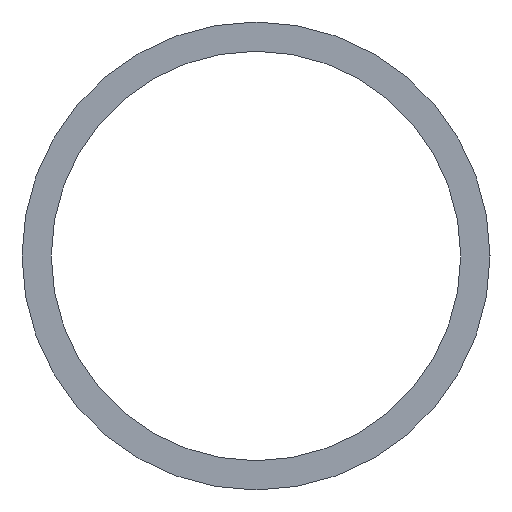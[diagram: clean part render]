
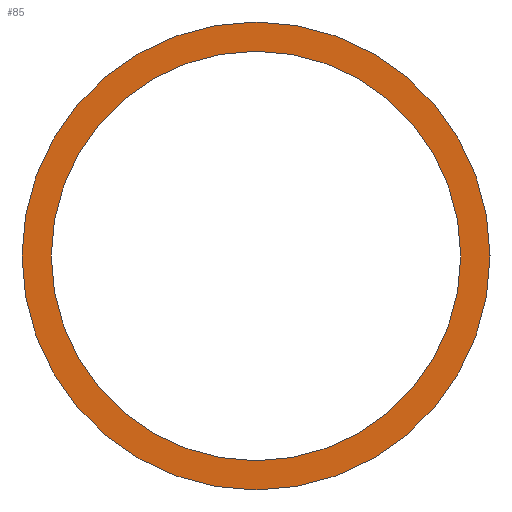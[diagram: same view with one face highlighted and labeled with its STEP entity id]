
A CAD part, left-side view. The second image highlights one B-rep face of the part: STEP entity #85.
In plain terms, the highlighted planar face has unit normal (-1, 0, 0).
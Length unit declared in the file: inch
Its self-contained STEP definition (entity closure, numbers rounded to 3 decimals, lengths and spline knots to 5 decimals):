
#2 = DIRECTION ( 'NONE',  ( 0., 0., -1. ) ) ;
#4 = EDGE_CURVE ( 'NONE', #14, #218, #191, .T. ) ;
#8 = VERTEX_POINT ( 'NONE', #170 ) ;
#12 = ORIENTED_EDGE ( 'NONE', *, *, #127, .F. ) ;
#14 = VERTEX_POINT ( 'NONE', #33 ) ;
#15 = DIRECTION ( 'NONE',  ( 1., 0., 0. ) ) ;
#17 = CARTESIAN_POINT ( 'NONE',  ( -19.68504, 0., 0. ) ) ;
#31 = DIRECTION ( 'NONE',  ( 1., 0., 0. ) ) ;
#33 = CARTESIAN_POINT ( 'NONE',  ( -19.68504, 0., -0.27559 ) ) ;
#34 = DIRECTION ( 'NONE',  ( 1., 0., 0. ) ) ;
#36 = CIRCLE ( 'NONE', #109, 0.27559 ) ;
#51 = DIRECTION ( 'NONE',  ( 0., 0., -1. ) ) ;
#62 = VERTEX_POINT ( 'NONE', #154 ) ;
#69 = CARTESIAN_POINT ( 'NONE',  ( -19.68504, 0., 0. ) ) ;
#79 = EDGE_LOOP ( 'NONE', ( #199, #182 ) ) ;
#80 = AXIS2_PLACEMENT_3D ( 'NONE', #157, #34, #87 ) ;
#81 = ORIENTED_EDGE ( 'NONE', *, *, #137, .F. ) ;
#83 = EDGE_LOOP ( 'NONE', ( #12, #81 ) ) ;
#85 = ADVANCED_FACE ( 'NONE', ( #165, #104 ), #118, .F. ) ;
#87 = DIRECTION ( 'NONE',  ( 0., 0., -1. ) ) ;
#88 = CARTESIAN_POINT ( 'NONE',  ( -19.68504, 0., 0. ) ) ;
#90 = CARTESIAN_POINT ( 'NONE',  ( -19.68504, 0., 0. ) ) ;
#93 = AXIS2_PLACEMENT_3D ( 'NONE', #88, #187, #173 ) ;
#95 = CARTESIAN_POINT ( 'NONE',  ( -19.68504, 0., 0.27559 ) ) ;
#97 = CIRCLE ( 'NONE', #80, 0.31496 ) ;
#104 = FACE_BOUND ( 'NONE', #79, .T. ) ;
#109 = AXIS2_PLACEMENT_3D ( 'NONE', #90, #15, #2 ) ;
#118 = PLANE ( 'NONE',  #93 ) ;
#121 = AXIS2_PLACEMENT_3D ( 'NONE', #69, #31, #132 ) ;
#125 = EDGE_CURVE ( 'NONE', #218, #14, #36, .T. ) ;
#127 = EDGE_CURVE ( 'NONE', #62, #8, #97, .T. ) ;
#132 = DIRECTION ( 'NONE',  ( 0., 0., -1. ) ) ;
#137 = EDGE_CURVE ( 'NONE', #8, #62, #204, .T. ) ;
#154 = CARTESIAN_POINT ( 'NONE',  ( -19.68504, 0., 0.31496 ) ) ;
#156 = DIRECTION ( 'NONE',  ( 1., 0., 0. ) ) ;
#157 = CARTESIAN_POINT ( 'NONE',  ( -19.68504, 0., 0. ) ) ;
#165 = FACE_OUTER_BOUND ( 'NONE', #83, .T. ) ;
#170 = CARTESIAN_POINT ( 'NONE',  ( -19.68504, 0., -0.31496 ) ) ;
#171 = AXIS2_PLACEMENT_3D ( 'NONE', #17, #156, #51 ) ;
#173 = DIRECTION ( 'NONE',  ( 0., 0., -1. ) ) ;
#182 = ORIENTED_EDGE ( 'NONE', *, *, #4, .T. ) ;
#187 = DIRECTION ( 'NONE',  ( 1., 0., 0. ) ) ;
#191 = CIRCLE ( 'NONE', #121, 0.27559 ) ;
#199 = ORIENTED_EDGE ( 'NONE', *, *, #125, .T. ) ;
#204 = CIRCLE ( 'NONE', #171, 0.31496 ) ;
#218 = VERTEX_POINT ( 'NONE', #95 ) ;
